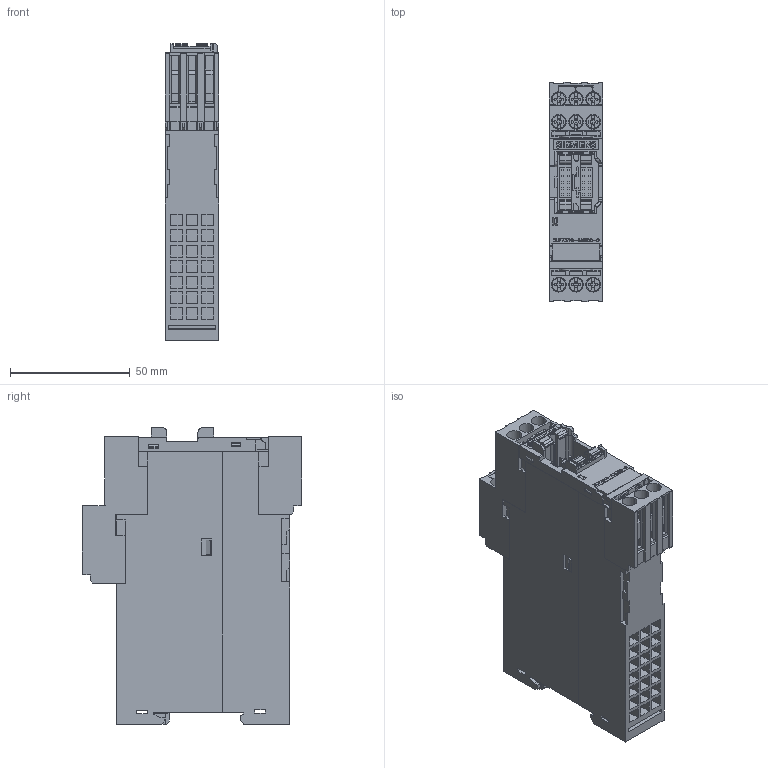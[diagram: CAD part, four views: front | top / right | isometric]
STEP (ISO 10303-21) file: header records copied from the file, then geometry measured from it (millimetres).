
FILE_DESCRIPTION(('STEP AP214'),'1');
FILE_NAME('cctmp_13854BA8-74B0-4078-B33D-DBEC732C3D4C_2023_07_21_14_55_19_0125..stp','2023-07-21T12:55:20',('SIEMENS A&D'),('CADClick - www.CADClick.com'),'Spatial InterOp 3D postprocessed',' ','unknown authorization');
FILE_SCHEMA(('AUTOMOTIVE_DESIGN'));
Length unit declared in the file: millimetre
Products named in the file (1): 2023_07_21_14_55_19_0046
Bounding box: 22.5 x 91.9 x 124 mm (x, y, z)
Volume: 172607.1 mm3; surface area: 58571.4 mm2
Topology: 1 solids, 2 shells, 2147 faces, 6080 edges, 4026 vertices
Faces by surface type: plane 1849, cylinder 236, cone 54, torus 8
Entity records: 75448 total; most frequent: CARTESIAN_POINT 12644, ORIENTED_EDGE 12144, DIRECTION 10950, EDGE_CURVE 6072, LINE 5318, VECTOR 5318, VERTEX_POINT 4026, AXIS2_PLACEMENT_3D 2816
